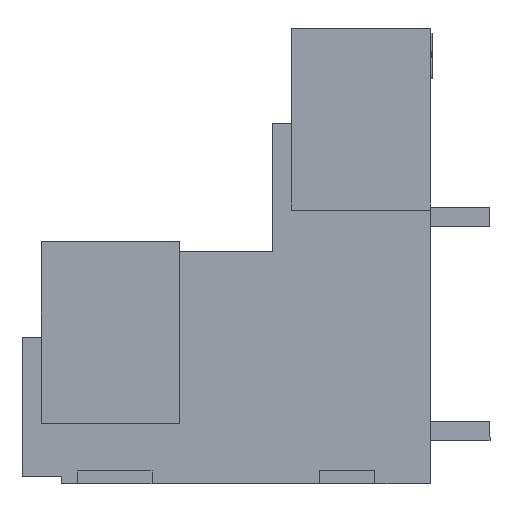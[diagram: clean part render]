
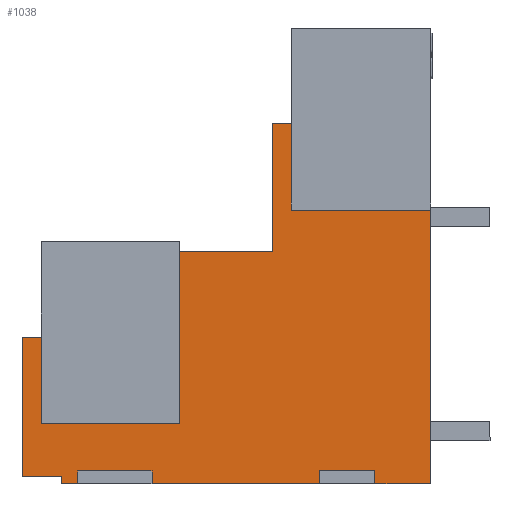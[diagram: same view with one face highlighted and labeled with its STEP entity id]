
A CAD part, left-side view. The second image highlights one B-rep face of the part: STEP entity #1038.
In plain terms, the highlighted planar face has unit normal (-1, 0, 0).
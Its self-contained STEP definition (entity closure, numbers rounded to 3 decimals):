
#881=AXIS2_PLACEMENT_3D('Plane Axis2P3D',#878,#879,#880) ;
#108=CARTESIAN_POINT('Vertex',(0.7,16.725,3.25)) ;
#111=CARTESIAN_POINT('Line Origine',(0.7,16.725,7.875)) ;
#115=CARTESIAN_POINT('Vertex',(0.7,16.725,12.5)) ;
#467=CARTESIAN_POINT('Line Origine',(0.7,24.175,5.575)) ;
#471=CARTESIAN_POINT('Vertex',(0.7,24.175,7.9)) ;
#473=CARTESIAN_POINT('Vertex',(0.7,24.175,3.25)) ;
#866=CARTESIAN_POINT('Line Origine',(0.7,20.45,3.25)) ;
#878=CARTESIAN_POINT('Axis2P3D Location',(0.7,3.2,0.4)) ;
#883=CARTESIAN_POINT('Line Origine',(0.7,13.7,0.)) ;
#887=CARTESIAN_POINT('Vertex',(0.7,18.2,0.)) ;
#889=CARTESIAN_POINT('Vertex',(0.7,9.2,0.)) ;
#892=CARTESIAN_POINT('Line Origine',(0.7,9.2,0.35)) ;
#896=CARTESIAN_POINT('Vertex',(0.7,9.2,0.7)) ;
#899=CARTESIAN_POINT('Line Origine',(0.7,7.7,0.7)) ;
#903=CARTESIAN_POINT('Vertex',(0.7,6.2,0.7)) ;
#906=CARTESIAN_POINT('Line Origine',(0.7,6.2,0.35)) ;
#910=CARTESIAN_POINT('Vertex',(0.7,6.2,0.)) ;
#913=CARTESIAN_POINT('Line Origine',(0.7,4.7,0.)) ;
#917=CARTESIAN_POINT('Vertex',(0.7,3.2,0.)) ;
#920=CARTESIAN_POINT('Line Origine',(0.7,3.2,7.375)) ;
#924=CARTESIAN_POINT('Vertex',(0.7,3.2,14.75)) ;
#927=CARTESIAN_POINT('Line Origine',(0.7,6.95,14.75)) ;
#931=CARTESIAN_POINT('Vertex',(0.7,10.7,14.75)) ;
#934=CARTESIAN_POINT('Line Origine',(0.7,10.7,17.075)) ;
#938=CARTESIAN_POINT('Vertex',(0.7,10.7,19.4)) ;
#941=CARTESIAN_POINT('Line Origine',(0.7,11.2,19.4)) ;
#945=CARTESIAN_POINT('Vertex',(0.7,11.7,19.4)) ;
#948=CARTESIAN_POINT('Line Origine',(0.7,11.7,15.95)) ;
#952=CARTESIAN_POINT('Vertex',(0.7,11.7,12.5)) ;
#955=CARTESIAN_POINT('Line Origine',(0.7,14.213,12.5)) ;
#960=CARTESIAN_POINT('Line Origine',(0.7,24.688,7.9)) ;
#964=CARTESIAN_POINT('Vertex',(0.7,25.2,7.9)) ;
#967=CARTESIAN_POINT('Line Origine',(0.7,25.2,4.15)) ;
#971=CARTESIAN_POINT('Vertex',(0.7,25.2,0.4)) ;
#974=CARTESIAN_POINT('Line Origine',(0.7,24.145,0.4)) ;
#978=CARTESIAN_POINT('Vertex',(0.7,23.09,0.4)) ;
#981=CARTESIAN_POINT('Line Origine',(0.7,23.09,0.2)) ;
#985=CARTESIAN_POINT('Vertex',(0.7,23.09,0.)) ;
#988=CARTESIAN_POINT('Line Origine',(0.7,22.645,0.)) ;
#992=CARTESIAN_POINT('Vertex',(0.7,22.2,0.)) ;
#995=CARTESIAN_POINT('Line Origine',(0.7,22.2,0.35)) ;
#999=CARTESIAN_POINT('Vertex',(0.7,22.2,0.7)) ;
#1002=CARTESIAN_POINT('Line Origine',(0.7,20.2,0.7)) ;
#1006=CARTESIAN_POINT('Vertex',(0.7,18.2,0.7)) ;
#1009=CARTESIAN_POINT('Line Origine',(0.7,18.2,0.35)) ;
#112=DIRECTION('Vector Direction',(0.,0.,-1.)) ;
#468=DIRECTION('Vector Direction',(0.,0.,-1.)) ;
#867=DIRECTION('Vector Direction',(0.,-1.,0.)) ;
#879=DIRECTION('Axis2P3D Direction',(-1.,0.,0.)) ;
#880=DIRECTION('Axis2P3D XDirection',(0.,0.,-1.)) ;
#884=DIRECTION('Vector Direction',(0.,-1.,0.)) ;
#893=DIRECTION('Vector Direction',(0.,0.,1.)) ;
#900=DIRECTION('Vector Direction',(0.,1.,0.)) ;
#907=DIRECTION('Vector Direction',(0.,0.,1.)) ;
#914=DIRECTION('Vector Direction',(0.,-1.,0.)) ;
#921=DIRECTION('Vector Direction',(0.,0.,1.)) ;
#928=DIRECTION('Vector Direction',(0.,-1.,0.)) ;
#935=DIRECTION('Vector Direction',(0.,0.,-1.)) ;
#942=DIRECTION('Vector Direction',(0.,1.,0.)) ;
#949=DIRECTION('Vector Direction',(0.,0.,-1.)) ;
#956=DIRECTION('Vector Direction',(0.,1.,0.)) ;
#961=DIRECTION('Vector Direction',(0.,1.,0.)) ;
#968=DIRECTION('Vector Direction',(0.,0.,1.)) ;
#975=DIRECTION('Vector Direction',(0.,1.,0.)) ;
#982=DIRECTION('Vector Direction',(0.,0.,1.)) ;
#989=DIRECTION('Vector Direction',(0.,-1.,0.)) ;
#996=DIRECTION('Vector Direction',(0.,0.,1.)) ;
#1003=DIRECTION('Vector Direction',(0.,1.,0.)) ;
#1010=DIRECTION('Vector Direction',(0.,0.,1.)) ;
#113=VECTOR('Line Direction',#112,1.) ;
#469=VECTOR('Line Direction',#468,1.) ;
#868=VECTOR('Line Direction',#867,1.) ;
#885=VECTOR('Line Direction',#884,1.) ;
#894=VECTOR('Line Direction',#893,1.) ;
#901=VECTOR('Line Direction',#900,1.) ;
#908=VECTOR('Line Direction',#907,1.) ;
#915=VECTOR('Line Direction',#914,1.) ;
#922=VECTOR('Line Direction',#921,1.) ;
#929=VECTOR('Line Direction',#928,1.) ;
#936=VECTOR('Line Direction',#935,1.) ;
#943=VECTOR('Line Direction',#942,1.) ;
#950=VECTOR('Line Direction',#949,1.) ;
#957=VECTOR('Line Direction',#956,1.) ;
#962=VECTOR('Line Direction',#961,1.) ;
#969=VECTOR('Line Direction',#968,1.) ;
#976=VECTOR('Line Direction',#975,1.) ;
#983=VECTOR('Line Direction',#982,1.) ;
#990=VECTOR('Line Direction',#989,1.) ;
#997=VECTOR('Line Direction',#996,1.) ;
#1004=VECTOR('Line Direction',#1003,1.) ;
#1011=VECTOR('Line Direction',#1010,1.) ;
#1015=ORIENTED_EDGE('',*,*,#891,.T.) ;
#1016=ORIENTED_EDGE('',*,*,#898,.T.) ;
#1017=ORIENTED_EDGE('',*,*,#905,.F.) ;
#1018=ORIENTED_EDGE('',*,*,#912,.F.) ;
#1019=ORIENTED_EDGE('',*,*,#919,.T.) ;
#1020=ORIENTED_EDGE('',*,*,#926,.T.) ;
#1021=ORIENTED_EDGE('',*,*,#933,.F.) ;
#1022=ORIENTED_EDGE('',*,*,#940,.F.) ;
#1023=ORIENTED_EDGE('',*,*,#947,.T.) ;
#1024=ORIENTED_EDGE('',*,*,#954,.T.) ;
#1025=ORIENTED_EDGE('',*,*,#959,.T.) ;
#1026=ORIENTED_EDGE('',*,*,#117,.T.) ;
#1027=ORIENTED_EDGE('',*,*,#870,.F.) ;
#1028=ORIENTED_EDGE('',*,*,#475,.F.) ;
#1029=ORIENTED_EDGE('',*,*,#966,.T.) ;
#1030=ORIENTED_EDGE('',*,*,#973,.F.) ;
#1031=ORIENTED_EDGE('',*,*,#980,.F.) ;
#1032=ORIENTED_EDGE('',*,*,#987,.F.) ;
#1033=ORIENTED_EDGE('',*,*,#994,.T.) ;
#1034=ORIENTED_EDGE('',*,*,#1001,.T.) ;
#1035=ORIENTED_EDGE('',*,*,#1008,.F.) ;
#1036=ORIENTED_EDGE('',*,*,#1013,.F.) ;
#1038=ADVANCED_FACE('HOUSING',(#1037),#882,.T.) ;
#117=EDGE_CURVE('',#116,#109,#114,.T.) ;
#475=EDGE_CURVE('',#472,#474,#470,.T.) ;
#870=EDGE_CURVE('',#474,#109,#869,.T.) ;
#891=EDGE_CURVE('',#888,#890,#886,.T.) ;
#898=EDGE_CURVE('',#890,#897,#895,.T.) ;
#905=EDGE_CURVE('',#904,#897,#902,.T.) ;
#912=EDGE_CURVE('',#911,#904,#909,.T.) ;
#919=EDGE_CURVE('',#911,#918,#916,.T.) ;
#926=EDGE_CURVE('',#918,#925,#923,.T.) ;
#933=EDGE_CURVE('',#932,#925,#930,.T.) ;
#940=EDGE_CURVE('',#939,#932,#937,.T.) ;
#947=EDGE_CURVE('',#939,#946,#944,.T.) ;
#954=EDGE_CURVE('',#946,#953,#951,.T.) ;
#959=EDGE_CURVE('',#953,#116,#958,.T.) ;
#966=EDGE_CURVE('',#472,#965,#963,.T.) ;
#973=EDGE_CURVE('',#972,#965,#970,.T.) ;
#980=EDGE_CURVE('',#979,#972,#977,.T.) ;
#987=EDGE_CURVE('',#986,#979,#984,.T.) ;
#994=EDGE_CURVE('',#986,#993,#991,.T.) ;
#1001=EDGE_CURVE('',#993,#1000,#998,.T.) ;
#1008=EDGE_CURVE('',#1007,#1000,#1005,.T.) ;
#1013=EDGE_CURVE('',#888,#1007,#1012,.T.) ;
#1014=EDGE_LOOP('',(#1015,#1016,#1017,#1018,#1019,#1020,#1021,#1022,#1023,#1024,#1025,#1026,#1027,#1028,#1029,#1030,#1031,#1032,#1033,#1034,#1035,#1036)) ;
#1037=FACE_OUTER_BOUND('',#1014,.T.) ;
#114=LINE('Line',#111,#113) ;
#470=LINE('Line',#467,#469) ;
#869=LINE('Line',#866,#868) ;
#886=LINE('Line',#883,#885) ;
#895=LINE('Line',#892,#894) ;
#902=LINE('Line',#899,#901) ;
#909=LINE('Line',#906,#908) ;
#916=LINE('Line',#913,#915) ;
#923=LINE('Line',#920,#922) ;
#930=LINE('Line',#927,#929) ;
#937=LINE('Line',#934,#936) ;
#944=LINE('Line',#941,#943) ;
#951=LINE('Line',#948,#950) ;
#958=LINE('Line',#955,#957) ;
#963=LINE('Line',#960,#962) ;
#970=LINE('Line',#967,#969) ;
#977=LINE('Line',#974,#976) ;
#984=LINE('Line',#981,#983) ;
#991=LINE('Line',#988,#990) ;
#998=LINE('Line',#995,#997) ;
#1005=LINE('Line',#1002,#1004) ;
#1012=LINE('Line',#1009,#1011) ;
#882=PLANE('',#881) ;
#109=VERTEX_POINT('',#108) ;
#116=VERTEX_POINT('',#115) ;
#472=VERTEX_POINT('',#471) ;
#474=VERTEX_POINT('',#473) ;
#888=VERTEX_POINT('',#887) ;
#890=VERTEX_POINT('',#889) ;
#897=VERTEX_POINT('',#896) ;
#904=VERTEX_POINT('',#903) ;
#911=VERTEX_POINT('',#910) ;
#918=VERTEX_POINT('',#917) ;
#925=VERTEX_POINT('',#924) ;
#932=VERTEX_POINT('',#931) ;
#939=VERTEX_POINT('',#938) ;
#946=VERTEX_POINT('',#945) ;
#953=VERTEX_POINT('',#952) ;
#965=VERTEX_POINT('',#964) ;
#972=VERTEX_POINT('',#971) ;
#979=VERTEX_POINT('',#978) ;
#986=VERTEX_POINT('',#985) ;
#993=VERTEX_POINT('',#992) ;
#1000=VERTEX_POINT('',#999) ;
#1007=VERTEX_POINT('',#1006) ;
